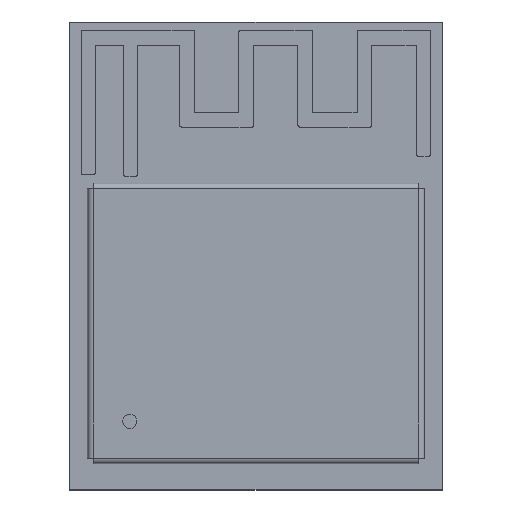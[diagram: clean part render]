
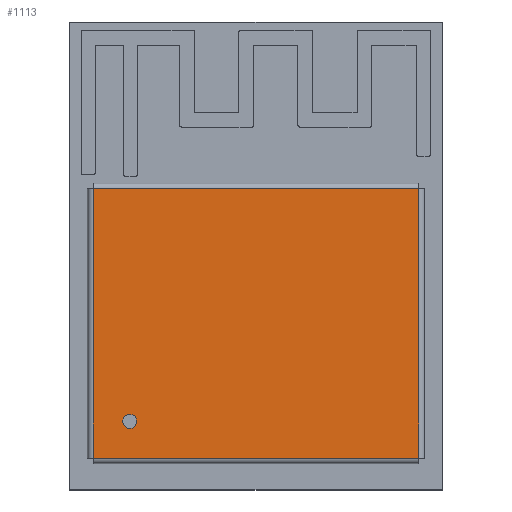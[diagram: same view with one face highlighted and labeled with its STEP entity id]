
A CAD part, top view. The second image highlights one B-rep face of the part: STEP entity #1113.
In plain terms, the highlighted face is planar.
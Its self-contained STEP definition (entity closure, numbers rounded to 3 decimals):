
#529 = CARTESIAN_POINT ( 'NONE',  ( -5.775, 1.6, -4.775 ) ) ;
#1113 = ADVANCED_FACE ( 'NONE', ( #32676, #1759 ), #15524, .T. ) ;
#1759 = FACE_BOUND ( 'NONE', #19991, .T. ) ;
#2022 = VECTOR ( 'NONE', #23214, 1000. ) ;
#2473 = VERTEX_POINT ( 'NONE', #529 ) ;
#3389 = ORIENTED_EDGE ( 'NONE', *, *, #39558, .F. ) ;
#3422 = CARTESIAN_POINT ( 'NONE',  ( -5.975, 1.6, -4.775 ) ) ;
#3807 = CARTESIAN_POINT ( 'NONE',  ( -4.475, 1.6, 3.475 ) ) ;
#3962 = ORIENTED_EDGE ( 'NONE', *, *, #6409, .F. ) ;
#4177 = EDGE_CURVE ( 'NONE', #2473, #6164, #40347, .T. ) ;
#5681 = CARTESIAN_POINT ( 'NONE',  ( -4.475, 1.6, 3.225 ) ) ;
#6115 = EDGE_CURVE ( 'NONE', #33355, #2473, #34297, .T. ) ;
#6164 = VERTEX_POINT ( 'NONE', #41505 ) ;
#6409 = EDGE_CURVE ( 'NONE', #23705, #9598, #33900, .T. ) ;
#7570 = CARTESIAN_POINT ( 'NONE',  ( -4.475, 1.6, 3.475 ) ) ;
#9365 = CIRCLE ( 'NONE', #34557, 0.25 ) ;
#9458 = CARTESIAN_POINT ( 'NONE',  ( -5.775, 1.6, 4.975 ) ) ;
#9598 = VERTEX_POINT ( 'NONE', #5681 ) ;
#9828 = ORIENTED_EDGE ( 'NONE', *, *, #4177, .T. ) ;
#10825 = VECTOR ( 'NONE', #17154, 1000. ) ;
#12003 = CARTESIAN_POINT ( 'NONE',  ( 5.975, 1.6, 4.775 ) ) ;
#12128 = DIRECTION ( 'NONE',  ( 1., 0., 0. ) ) ;
#13779 = LINE ( 'NONE', #27559, #20503 ) ;
#14427 = AXIS2_PLACEMENT_3D ( 'NONE', #3807, #17541, #31293 ) ;
#15524 = PLANE ( 'NONE',  #29118 ) ;
#16194 = VECTOR ( 'NONE', #25765, 1000. ) ;
#16889 = ORIENTED_EDGE ( 'NONE', *, *, #33664, .T. ) ;
#17154 = DIRECTION ( 'NONE',  ( -1., 0., 0. ) ) ;
#17541 = DIRECTION ( 'NONE',  ( 0., 1., 0. ) ) ;
#19991 = EDGE_LOOP ( 'NONE', ( #3962, #3389 ) ) ;
#20169 = CARTESIAN_POINT ( 'NONE',  ( 5.775, 1.6, -4.775 ) ) ;
#20503 = VECTOR ( 'NONE', #41310, 1000. ) ;
#21329 = DIRECTION ( 'NONE',  ( 0., 1., 0. ) ) ;
#21448 = ORIENTED_EDGE ( 'NONE', *, *, #28145, .T. ) ;
#23214 = DIRECTION ( 'NONE',  ( 0., 0., 1. ) ) ;
#23233 = VERTEX_POINT ( 'NONE', #28418 ) ;
#23705 = VERTEX_POINT ( 'NONE', #29701 ) ;
#25765 = DIRECTION ( 'NONE',  ( 1., 0., 0. ) ) ;
#27559 = CARTESIAN_POINT ( 'NONE',  ( 5.775, 1.6, -4.975 ) ) ;
#28145 = EDGE_CURVE ( 'NONE', #23233, #33355, #13779, .T. ) ;
#28418 = CARTESIAN_POINT ( 'NONE',  ( 5.775, 1.6, 4.775 ) ) ;
#28922 = ORIENTED_EDGE ( 'NONE', *, *, #6115, .T. ) ;
#29118 = AXIS2_PLACEMENT_3D ( 'NONE', #29293, #43034, #12128 ) ;
#29293 = CARTESIAN_POINT ( 'NONE',  ( 0., 1.6, 0. ) ) ;
#29701 = CARTESIAN_POINT ( 'NONE',  ( -4.475, 1.6, 3.725 ) ) ;
#31293 = DIRECTION ( 'NONE',  ( 0., 0., 1. ) ) ;
#32676 = FACE_OUTER_BOUND ( 'NONE', #42862, .T. ) ;
#33355 = VERTEX_POINT ( 'NONE', #20169 ) ;
#33664 = EDGE_CURVE ( 'NONE', #6164, #23233, #42911, .T. ) ;
#33900 = CIRCLE ( 'NONE', #14427, 0.25 ) ;
#34297 = LINE ( 'NONE', #3422, #10825 ) ;
#34557 = AXIS2_PLACEMENT_3D ( 'NONE', #7570, #21329, #35064 ) ;
#35064 = DIRECTION ( 'NONE',  ( 0., 0., 1. ) ) ;
#39558 = EDGE_CURVE ( 'NONE', #9598, #23705, #9365, .T. ) ;
#40347 = LINE ( 'NONE', #9458, #2022 ) ;
#41310 = DIRECTION ( 'NONE',  ( 0., 0., -1. ) ) ;
#41505 = CARTESIAN_POINT ( 'NONE',  ( -5.775, 1.6, 4.775 ) ) ;
#42862 = EDGE_LOOP ( 'NONE', ( #28922, #9828, #16889, #21448 ) ) ;
#42911 = LINE ( 'NONE', #12003, #16194 ) ;
#43034 = DIRECTION ( 'NONE',  ( 0., 1., 0. ) ) ;
